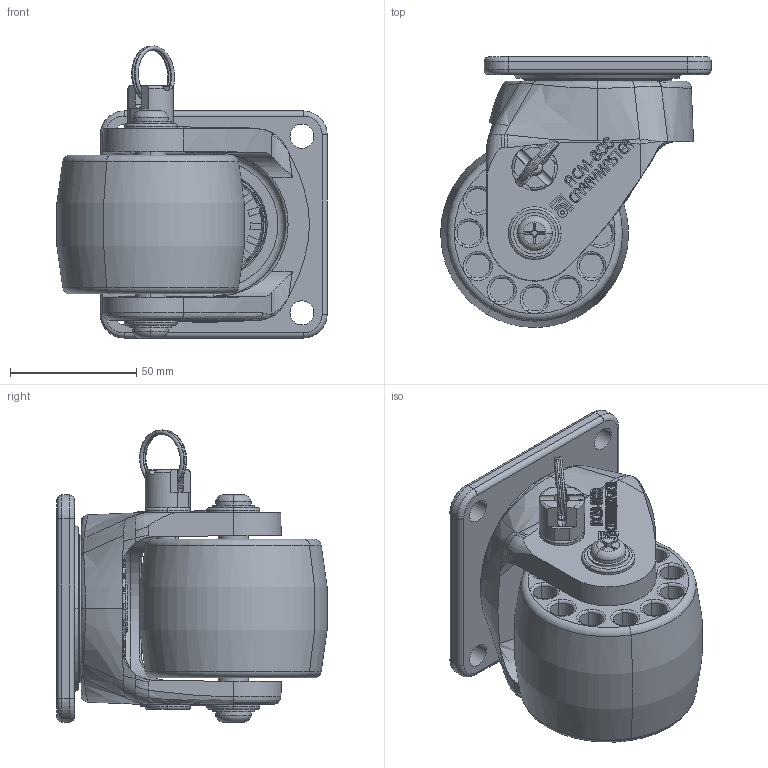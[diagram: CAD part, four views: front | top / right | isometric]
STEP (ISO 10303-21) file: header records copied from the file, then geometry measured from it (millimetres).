
FILE_DESCRIPTION (( 'STEP AP203' ), '1' );
FILE_NAME ('ACM-800FB-R1.STEP', '2016-08-08T07:22:13', ( '' ), ( '' ), 'SwSTEP 2.0', 'SolidWorks 2016', '' );
FILE_SCHEMA (( 'CONFIG_CONTROL_DESIGN' ));
Length unit declared in the file: millimetre
Products named in the file (15): ACM-800FB WHEEL(NYLON6); ACM-800FB FRAME; ACM-800FU TOP PLATE; ACM-800F PIN; BRAKE BLOCK_M14xP1.25_档搁摹荐(陛魂夸没馆康); ALC-1000F PIN BOLT; new_PIN; ALC-1000F STEEL BALL-白7.15; ring; ALC-1000F RING-A; ASSEMBLY2; ALC-1000F RING-B; ACM-800FB-R1; ALC-1000F STEEL BALL-白6.37; ACM-600F NUT
Assembly tree (49 placements, depth 3):
  ACM-800FB-R1
    ACM-800FB FRAME
    ACM-800F PIN
    ALC-1000F PIN BOLT
    ALC-1000F STEEL BALL-白7.15  x21
    ALC-1000F RING-A
    ALC-1000F RING-B
    ALC-1000F STEEL BALL-白6.37  x16
    ACM-600F NUT
    ACM-800FB WHEEL(NYLON6)
    ACM-800FU TOP PLATE
    ASSEMBLY2
      BRAKE BLOCK_M14xP1.25_档搁摹荐(陛魂夸没馆康)
      new_PIN
      ring
Bounding box: 107.17 x 107.15 x 115.78 mm (x, y, z)
Volume: 416683.6 mm3; surface area: 101904.9 mm2
Topology: 48 solids, 48 shells, 1403 faces, 3692 edges, 2424 vertices
Faces by surface type: plane 623, bspline 356, cylinder 201, torus 112, sphere 74, cone 37
Entity records: 65638 total; most frequent: CARTESIAN_POINT 32635, ORIENTED_EDGE 6858, DIRECTION 5344, EDGE_CURVE 3429, VERTEX_POINT 2243, LINE 1892, VECTOR 1892, AXIS2_PLACEMENT_3D 1726
